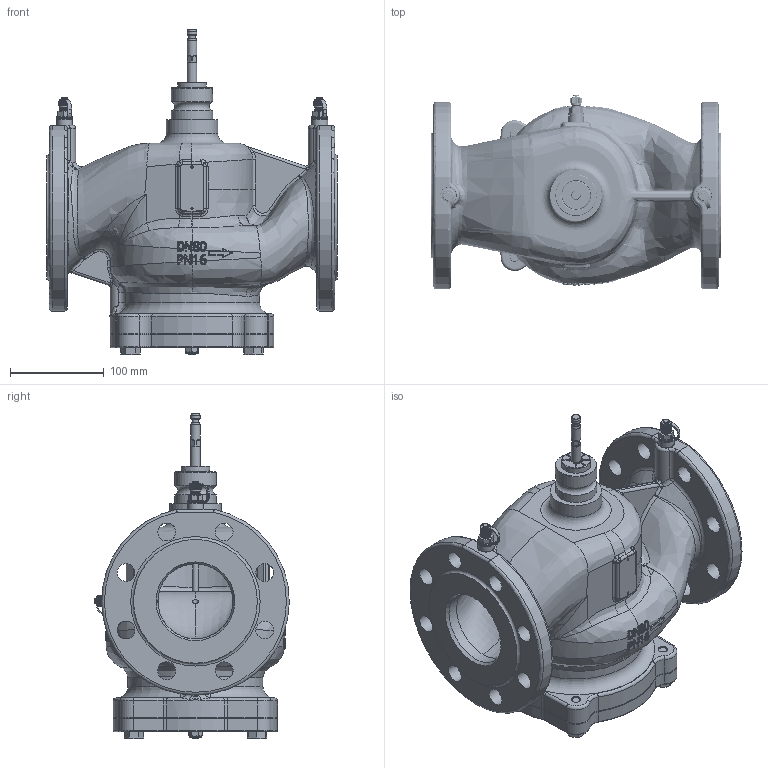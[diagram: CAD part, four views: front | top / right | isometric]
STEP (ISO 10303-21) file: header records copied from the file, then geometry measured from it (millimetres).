
FILE_DESCRIPTION(/* description */ (''),/* implementation_level */ '2;1');
FILE_NAME(/* name */ 'VPF44.80F.stp',/* time_stamp */ '2020-07-24T10:52:43+08:00',/* author */ (''),/* organization */ (''),/* preprocessor_version */ 'ST-DEVELOPER v16.7',/* originating_system */ 'SIEMENS PLM Software NX 12.0',/* authorisation */ '');
FILE_SCHEMA (('AUTOMOTIVE_DESIGN { 1 0 10303 214 3 1 1 1 }'));
Products named in the file (14): 7415400200_B; A5W90003298_DES_RS-AM_011_2-DN80 guide stem; A5W90003294_DES_RS-G_008_1-DN80 Blind flange machined; A5W90002804_DES_RS-E_007_2-DN65 spindle711; A5W90003279_DES_RS-AR_014_2-DN80 valve body machined; A5W90007086_DES_RS-B_002_2-L PICV Name Plate _EU_723; A5W90008991_DES_RS-AB_002_3-PT plug G1_4 Red724; A5W90002783_DES_RS-A_002_2-M5 screw726; A5W90002825_DES_RS-A_003_2-M12 bolt728; A5W90002817_DES_RS-AE_007_3-Scale729; A5W90003309_DES_RS-AN_012_2-DN80 DPR complete; A5W90008992_DES_RS-AB_002_4-PT plug  G 1_4 Blue734; A5W90003308_DES_RS-AM_011_2-DN80 RV and pre-setting complete; VPF44.80F_stp
Assembly tree (18 placements, depth 3):
  VPF44.80F_stp
    A5W90002817_DES_RS-AE_007_3-Scale729
    A5W90002825_DES_RS-A_003_2-M12 bolt728  x4
    A5W90002783_DES_RS-A_002_2-M5 screw726
    A5W90003308_DES_RS-AM_011_2-DN80 RV and pre-setting complete
      A5W90002804_DES_RS-E_007_2-DN65 spindle711
    A5W90008992_DES_RS-AB_002_4-PT plug  G 1_4 Blue734  x2
      A5W90008991_DES_RS-AB_002_3-PT plug G1_4 Red724
    A5W90008991_DES_RS-AB_002_3-PT plug G1_4 Red724
    A5W90007086_DES_RS-B_002_2-L PICV Name Plate _EU_723
    A5W90003309_DES_RS-AN_012_2-DN80 DPR complete
      A5W90003294_DES_RS-G_008_1-DN80 Blind flange machined
      A5W90003298_DES_RS-AM_011_2-DN80 guide stem
      7415400200_B
    A5W90003279_DES_RS-AR_014_2-DN80 valve body machined
Bounding box: 310 x 207.29 x 347 mm (x, y, z)
Volume: 3336907.3 mm3; surface area: 615056.2 mm2
Topology: 36 solids, 36 shells, 4068 faces, 10345 edges, 6350 vertices
Faces by surface type: plane 1708, cylinder 1048, bspline 662, cone 359, torus 150, extrusion 90, sphere 51
Full cylindrical faces by diameter (mm): 2 x2, 2.2 x2, 3 x14, 3.9 x3, 4 x1, 4.2 x1, 4.5 x1, 5 x10, 6 x5, 6.5 x3, 6.985 x1, 7 x1, 8 x3, 8.4 x1, 8.46 x3, 8.8 x3, 9 x4, 9.6 x1, 9.728 x3, 10 x3, 10.2 x4, 11 x3, 11.5 x3, 11.7 x6, 12.5 x3, 13 x1, 13.157 x3, 13.2 x3, 14 x4, 15.1 x1
Entity records: 122641 total; most frequent: CARTESIAN_POINT 68187, ORIENTED_EDGE 12032, DIRECTION 9450, EDGE_CURVE 6016, VERTEX_POINT 3763, AXIS2_PLACEMENT_3D 3610, EDGE_LOOP 2911, ADVANCED_FACE 2553
